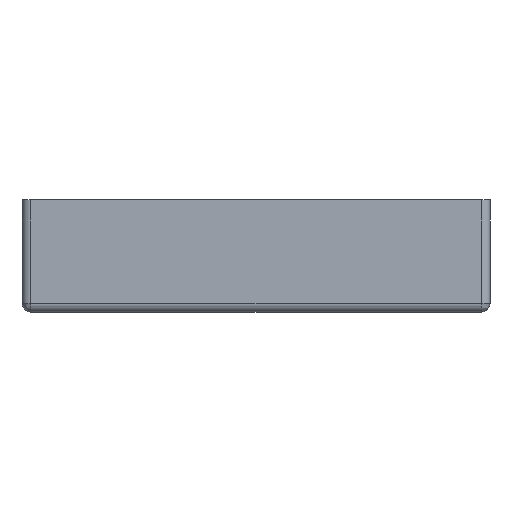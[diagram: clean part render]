
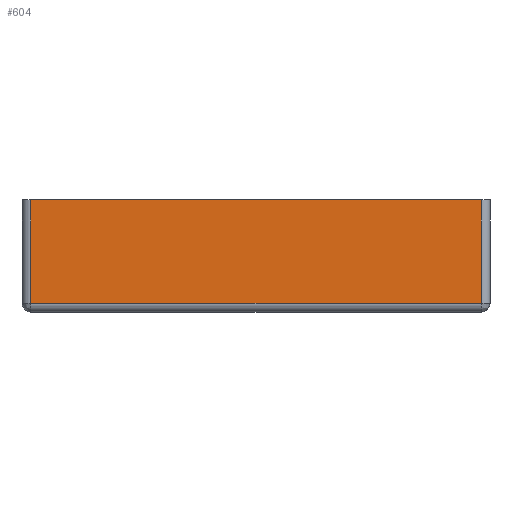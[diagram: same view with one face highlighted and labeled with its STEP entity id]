
A CAD part, front view. The second image highlights one B-rep face of the part: STEP entity #604.
In plain terms, the highlighted planar face has unit normal (0, -1, 0).
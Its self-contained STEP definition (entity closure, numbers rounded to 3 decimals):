
#185 = EDGE_CURVE ( 'NONE', #1766, #1970, #2538, .T. ) ;
#239 = VECTOR ( 'NONE', #598, 1000. ) ;
#289 = CARTESIAN_POINT ( 'NONE',  ( 11.843, 0., 0. ) ) ;
#303 = EDGE_LOOP ( 'NONE', ( #3189, #1039, #3289, #1659 ) ) ;
#532 = CARTESIAN_POINT ( 'NONE',  ( -14.257, 0., 6.5 ) ) ;
#592 = DIRECTION ( 'NONE',  ( 1., 0., 0. ) ) ;
#598 = DIRECTION ( 'NONE',  ( 0., 0., 1. ) ) ;
#604 = ADVANCED_FACE ( 'NONE', ( #853 ), #1845, .T. ) ;
#809 = VERTEX_POINT ( 'NONE', #532 ) ;
#853 = FACE_OUTER_BOUND ( 'NONE', #303, .T. ) ;
#997 = LINE ( 'NONE', #289, #239 ) ;
#1039 = ORIENTED_EDGE ( 'NONE', *, *, #185, .T. ) ;
#1065 = CARTESIAN_POINT ( 'NONE',  ( 11.843, 0., 6.5 ) ) ;
#1330 = EDGE_CURVE ( 'NONE', #809, #2882, #2026, .T. ) ;
#1501 = AXIS2_PLACEMENT_3D ( 'NONE', #3535, #1884, #1601 ) ;
#1601 = DIRECTION ( 'NONE',  ( 0., 0., -1. ) ) ;
#1659 = ORIENTED_EDGE ( 'NONE', *, *, #1330, .F. ) ;
#1766 = VERTEX_POINT ( 'NONE', #2653 ) ;
#1845 = PLANE ( 'NONE',  #1501 ) ;
#1884 = DIRECTION ( 'NONE',  ( 0., -1., 0. ) ) ;
#1970 = VERTEX_POINT ( 'NONE', #3550 ) ;
#2026 = LINE ( 'NONE', #2176, #3158 ) ;
#2176 = CARTESIAN_POINT ( 'NONE',  ( -1.207, 0., 6.5 ) ) ;
#2538 = LINE ( 'NONE', #3114, #2627 ) ;
#2627 = VECTOR ( 'NONE', #592, 1000. ) ;
#2653 = CARTESIAN_POINT ( 'NONE',  ( -14.257, 0., 0.5 ) ) ;
#2702 = DIRECTION ( 'NONE',  ( 1., 0., 0. ) ) ;
#2882 = VERTEX_POINT ( 'NONE', #1065 ) ;
#3114 = CARTESIAN_POINT ( 'NONE',  ( 12.343, 0., 0.5 ) ) ;
#3158 = VECTOR ( 'NONE', #2702, 1000. ) ;
#3189 = ORIENTED_EDGE ( 'NONE', *, *, #3548, .T. ) ;
#3245 = EDGE_CURVE ( 'NONE', #1970, #2882, #997, .T. ) ;
#3289 = ORIENTED_EDGE ( 'NONE', *, *, #3245, .T. ) ;
#3298 = CARTESIAN_POINT ( 'NONE',  ( -14.257, 0., 0. ) ) ;
#3398 = LINE ( 'NONE', #3298, #3484 ) ;
#3484 = VECTOR ( 'NONE', #3576, 1000. ) ;
#3535 = CARTESIAN_POINT ( 'NONE',  ( 12.343, 0., 0. ) ) ;
#3548 = EDGE_CURVE ( 'NONE', #809, #1766, #3398, .T. ) ;
#3550 = CARTESIAN_POINT ( 'NONE',  ( 11.843, 0., 0.5 ) ) ;
#3576 = DIRECTION ( 'NONE',  ( 0., 0., -1. ) ) ;
